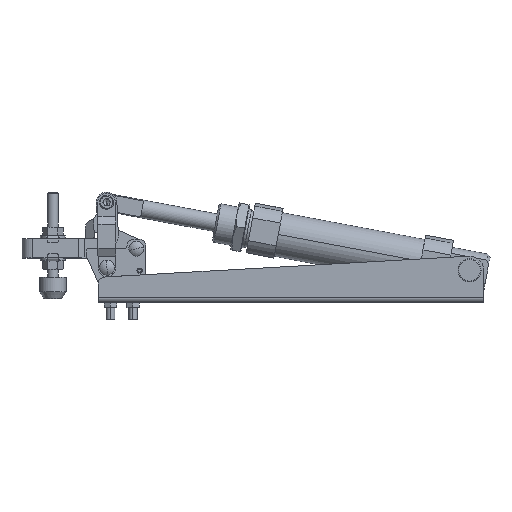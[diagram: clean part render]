
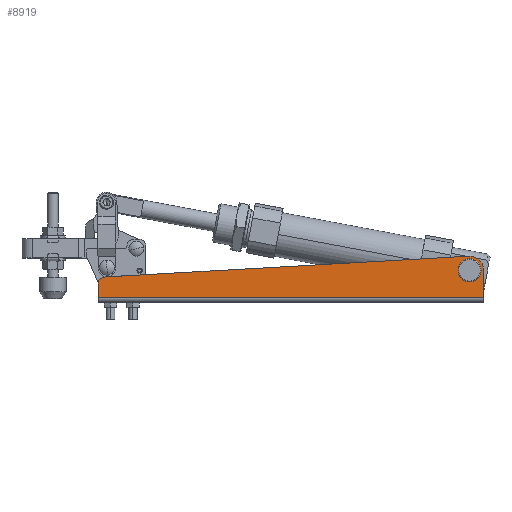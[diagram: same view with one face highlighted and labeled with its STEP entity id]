
A CAD part, top view. The second image highlights one B-rep face of the part: STEP entity #8919.
In plain terms, the highlighted planar face has unit normal (0, 0, 1).
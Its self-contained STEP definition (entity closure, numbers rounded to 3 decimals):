
#646 = CARTESIAN_POINT ( 'NONE',  ( 257.953, 16., 24. ) ) ;
#852 = DIRECTION ( 'NONE',  ( 0., 0., 1. ) ) ;
#856 = CARTESIAN_POINT ( 'NONE',  ( 47.953, 8.222, 24. ) ) ;
#1264 = CIRCLE ( 'NONE', #11243, 6.5 ) ;
#1353 = CARTESIAN_POINT ( 'NONE',  ( 264.453, 16., 24. ) ) ;
#1516 = PLANE ( 'NONE',  #2387 ) ;
#1576 = ORIENTED_EDGE ( 'NONE', *, *, #3270, .F. ) ;
#2006 = VECTOR ( 'NONE', #23594, 1000. ) ;
#2171 = ORIENTED_EDGE ( 'NONE', *, *, #24329, .F. ) ;
#2207 = LINE ( 'NONE', #3118, #11901 ) ;
#2387 = AXIS2_PLACEMENT_3D ( 'NONE', #19017, #7472, #20940 ) ;
#2617 = DIRECTION ( 'NONE',  ( 0., 1., 0. ) ) ;
#3118 = CARTESIAN_POINT ( 'NONE',  ( 47.953, 0.5, 24. ) ) ;
#3270 = EDGE_CURVE ( 'NONE', #19891, #3932, #1264, .T. ) ;
#3519 = ORIENTED_EDGE ( 'NONE', *, *, #18746, .F. ) ;
#3932 = VERTEX_POINT ( 'NONE', #24710 ) ;
#4298 = DIRECTION ( 'NONE',  ( 0., 0., 1. ) ) ;
#6776 = FACE_BOUND ( 'NONE', #14735, .T. ) ;
#7472 = DIRECTION ( 'NONE',  ( 0., 0., -1. ) ) ;
#7750 = EDGE_CURVE ( 'NONE', #9302, #10092, #12386, .T. ) ;
#8214 = VERTEX_POINT ( 'NONE', #12660 ) ;
#8728 = CARTESIAN_POINT ( 'NONE',  ( 265.953, 16., 24. ) ) ;
#8919 = ADVANCED_FACE ( 'NONE', ( #6776, #15802 ), #1516, .F. ) ;
#9302 = VERTEX_POINT ( 'NONE', #8728 ) ;
#9479 = VERTEX_POINT ( 'NONE', #13164 ) ;
#9812 = VERTEX_POINT ( 'NONE', #856 ) ;
#10092 = VERTEX_POINT ( 'NONE', #15562 ) ;
#10269 = EDGE_CURVE ( 'NONE', #8214, #24463, #24806, .T. ) ;
#10887 = DIRECTION ( 'NONE',  ( 0., -1., 0. ) ) ;
#11198 = CIRCLE ( 'NONE', #16342, 4. ) ;
#11243 = AXIS2_PLACEMENT_3D ( 'NONE', #646, #14210, #2617 ) ;
#11325 = DIRECTION ( 'NONE',  ( 0., 0., -1. ) ) ;
#11901 = VECTOR ( 'NONE', #10887, 1000. ) ;
#12386 = LINE ( 'NONE', #16867, #16879 ) ;
#12388 = CARTESIAN_POINT ( 'NONE',  ( 47.953, 12., 24. ) ) ;
#12489 = CARTESIAN_POINT ( 'NONE',  ( 51.953, 8.222, 24. ) ) ;
#12660 = CARTESIAN_POINT ( 'NONE',  ( 51.725, 12.216, 24. ) ) ;
#13164 = CARTESIAN_POINT ( 'NONE',  ( 47.953, 0.5, 24. ) ) ;
#13654 = ORIENTED_EDGE ( 'NONE', *, *, #16110, .T. ) ;
#13980 = AXIS2_PLACEMENT_3D ( 'NONE', #22905, #11325, #24819 ) ;
#14210 = DIRECTION ( 'NONE',  ( 0., 0., 1. ) ) ;
#14413 = DIRECTION ( 'NONE',  ( 0., 1., 0. ) ) ;
#14735 = EDGE_LOOP ( 'NONE', ( #1576, #2171 ) ) ;
#15562 = CARTESIAN_POINT ( 'NONE',  ( 265.953, 0.5, 24. ) ) ;
#15802 = FACE_OUTER_BOUND ( 'NONE', #16787, .T. ) ;
#15877 = CARTESIAN_POINT ( 'NONE',  ( 257.953, 16., 24. ) ) ;
#16110 = EDGE_CURVE ( 'NONE', #8214, #9812, #11198, .T. ) ;
#16342 = AXIS2_PLACEMENT_3D ( 'NONE', #12489, #852, #14413 ) ;
#16787 = EDGE_LOOP ( 'NONE', ( #18174, #13654, #20365, #23875, #18104, #3519 ) ) ;
#16867 = CARTESIAN_POINT ( 'NONE',  ( 265.953, 0.5, 24. ) ) ;
#16879 = VECTOR ( 'NONE', #22710, 1000. ) ;
#17814 = DIRECTION ( 'NONE',  ( 0., 1., 0. ) ) ;
#17926 = CIRCLE ( 'NONE', #13980, 8. ) ;
#18104 = ORIENTED_EDGE ( 'NONE', *, *, #7750, .F. ) ;
#18174 = ORIENTED_EDGE ( 'NONE', *, *, #10269, .F. ) ;
#18746 = EDGE_CURVE ( 'NONE', #24463, #9302, #17926, .T. ) ;
#19017 = CARTESIAN_POINT ( 'NONE',  ( 265.953, 0.5, 24. ) ) ;
#19293 = AXIS2_PLACEMENT_3D ( 'NONE', #15877, #4298, #17814 ) ;
#19672 = VECTOR ( 'NONE', #23935, 1000. ) ;
#19693 = CARTESIAN_POINT ( 'NONE',  ( 265.953, 0.5, 24. ) ) ;
#19891 = VERTEX_POINT ( 'NONE', #1353 ) ;
#20365 = ORIENTED_EDGE ( 'NONE', *, *, #24545, .T. ) ;
#20940 = DIRECTION ( 'NONE',  ( 0., 1., 0. ) ) ;
#22060 = CARTESIAN_POINT ( 'NONE',  ( 257.497, 23.987, 24. ) ) ;
#22199 = CIRCLE ( 'NONE', #19293, 6.5 ) ;
#22578 = LINE ( 'NONE', #19693, #2006 ) ;
#22710 = DIRECTION ( 'NONE',  ( 0., -1., 0. ) ) ;
#22905 = CARTESIAN_POINT ( 'NONE',  ( 257.953, 16., 24. ) ) ;
#23092 = EDGE_CURVE ( 'NONE', #10092, #9479, #22578, .T. ) ;
#23594 = DIRECTION ( 'NONE',  ( -1., 0., 0. ) ) ;
#23875 = ORIENTED_EDGE ( 'NONE', *, *, #23092, .F. ) ;
#23935 = DIRECTION ( 'NONE',  ( 0.998, 0.057, 0. ) ) ;
#24329 = EDGE_CURVE ( 'NONE', #3932, #19891, #22199, .T. ) ;
#24463 = VERTEX_POINT ( 'NONE', #22060 ) ;
#24545 = EDGE_CURVE ( 'NONE', #9812, #9479, #2207, .T. ) ;
#24710 = CARTESIAN_POINT ( 'NONE',  ( 251.453, 16., 24. ) ) ;
#24806 = LINE ( 'NONE', #12388, #19672 ) ;
#24819 = DIRECTION ( 'NONE',  ( -1., 0., 0. ) ) ;
